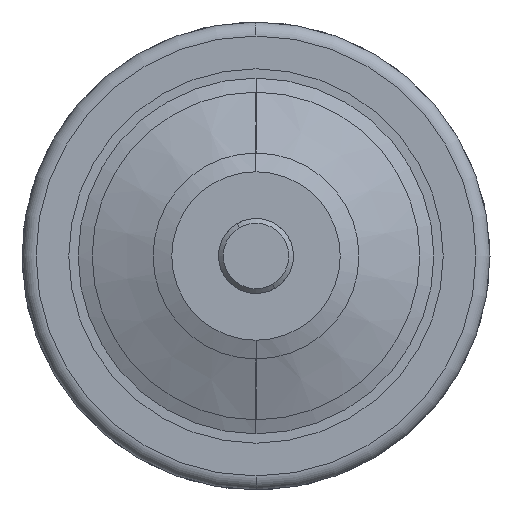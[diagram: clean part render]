
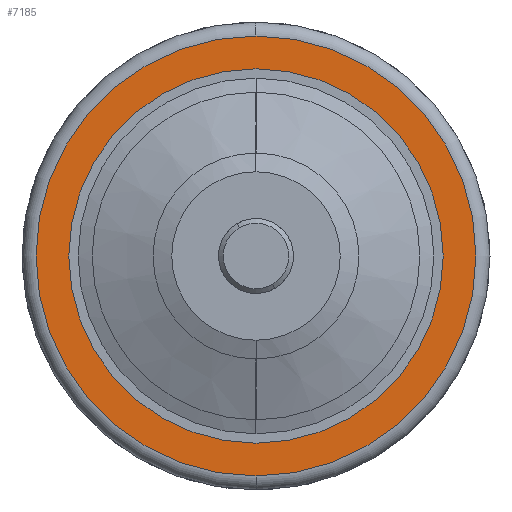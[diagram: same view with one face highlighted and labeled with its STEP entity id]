
A CAD part, left-side view. The second image highlights one B-rep face of the part: STEP entity #7185.
In plain terms, the highlighted planar face has unit normal (-1, 0, 0).
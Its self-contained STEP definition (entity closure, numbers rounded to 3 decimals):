
#167 = VERTEX_POINT ( 'NONE', #5308 ) ;
#304 = ORIENTED_EDGE ( 'NONE', *, *, #10996, .F. ) ;
#615 = DIRECTION ( 'NONE',  ( 0., 0., 1. ) ) ;
#1259 = CARTESIAN_POINT ( 'NONE',  ( -6., 0., 0. ) ) ;
#2109 = CIRCLE ( 'NONE', #8491, 23.5 ) ;
#2171 = CARTESIAN_POINT ( 'NONE',  ( -6., 0., 20. ) ) ;
#2325 = DIRECTION ( 'NONE',  ( -1., 0., 0. ) ) ;
#2345 = EDGE_CURVE ( 'NONE', #3904, #167, #2109, .T. ) ;
#2372 = CARTESIAN_POINT ( 'NONE',  ( -6., 0., 0. ) ) ;
#2446 = AXIS2_PLACEMENT_3D ( 'NONE', #1259, #7281, #6586 ) ;
#2986 = CIRCLE ( 'NONE', #7361, 20. ) ;
#3009 = ORIENTED_EDGE ( 'NONE', *, *, #6220, .F. ) ;
#3353 = CIRCLE ( 'NONE', #2446, 23.5 ) ;
#3851 = ORIENTED_EDGE ( 'NONE', *, *, #4209, .T. ) ;
#3858 = CARTESIAN_POINT ( 'NONE',  ( -6., 0., -23.5 ) ) ;
#3904 = VERTEX_POINT ( 'NONE', #3858 ) ;
#3920 = VERTEX_POINT ( 'NONE', #2171 ) ;
#3943 = DIRECTION ( 'NONE',  ( 0., 0., -1. ) ) ;
#4110 = EDGE_LOOP ( 'NONE', ( #8193, #3851 ) ) ;
#4209 = EDGE_CURVE ( 'NONE', #167, #3904, #3353, .T. ) ;
#4979 = DIRECTION ( 'NONE',  ( 0., 0., 1. ) ) ;
#5110 = CIRCLE ( 'NONE', #6947, 20. ) ;
#5308 = CARTESIAN_POINT ( 'NONE',  ( -6., 0., 23.5 ) ) ;
#5611 = DIRECTION ( 'NONE',  ( 1., 0., 0. ) ) ;
#6220 = EDGE_CURVE ( 'NONE', #10921, #3920, #5110, .T. ) ;
#6586 = DIRECTION ( 'NONE',  ( 0., 0., -1. ) ) ;
#6947 = AXIS2_PLACEMENT_3D ( 'NONE', #2372, #9392, #4979 ) ;
#7100 = CARTESIAN_POINT ( 'NONE',  ( -6., 0., 0. ) ) ;
#7185 = ADVANCED_FACE ( 'NONE', ( #10133, #11075 ), #8305, .F. ) ;
#7281 = DIRECTION ( 'NONE',  ( -1., 0., 0. ) ) ;
#7361 = AXIS2_PLACEMENT_3D ( 'NONE', #10260, #2325, #615 ) ;
#8024 = DIRECTION ( 'NONE',  ( 0., 0., -1. ) ) ;
#8193 = ORIENTED_EDGE ( 'NONE', *, *, #2345, .T. ) ;
#8305 = PLANE ( 'NONE',  #8702 ) ;
#8371 = EDGE_LOOP ( 'NONE', ( #304, #3009 ) ) ;
#8491 = AXIS2_PLACEMENT_3D ( 'NONE', #7100, #9000, #8024 ) ;
#8702 = AXIS2_PLACEMENT_3D ( 'NONE', #11011, #5611, #3943 ) ;
#9000 = DIRECTION ( 'NONE',  ( -1., 0., 0. ) ) ;
#9114 = CARTESIAN_POINT ( 'NONE',  ( -6., 0., -20. ) ) ;
#9392 = DIRECTION ( 'NONE',  ( -1., 0., 0. ) ) ;
#10133 = FACE_OUTER_BOUND ( 'NONE', #4110, .T. ) ;
#10260 = CARTESIAN_POINT ( 'NONE',  ( -6., 0., 0. ) ) ;
#10921 = VERTEX_POINT ( 'NONE', #9114 ) ;
#10996 = EDGE_CURVE ( 'NONE', #3920, #10921, #2986, .T. ) ;
#11011 = CARTESIAN_POINT ( 'NONE',  ( -6., 25., 0. ) ) ;
#11075 = FACE_BOUND ( 'NONE', #8371, .T. ) ;
